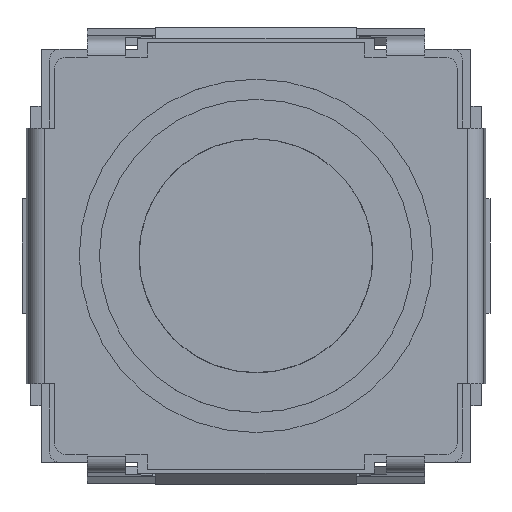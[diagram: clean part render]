
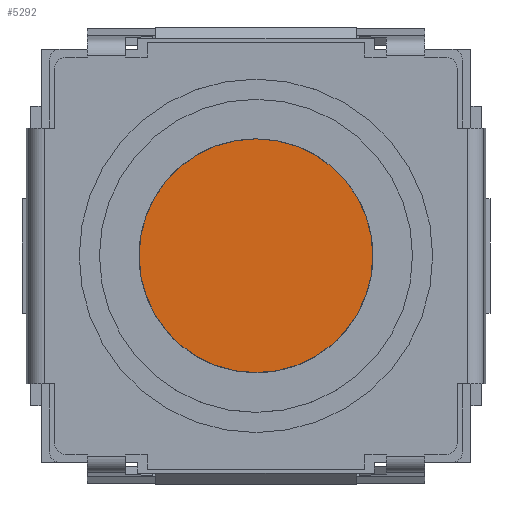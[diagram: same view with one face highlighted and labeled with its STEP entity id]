
A CAD part, top view. The second image highlights one B-rep face of the part: STEP entity #5292.
In plain terms, the highlighted planar face has unit normal (0, 0, 1).
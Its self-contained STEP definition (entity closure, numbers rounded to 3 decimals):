
#250=PLANE('',#5662);
#524=FACE_OUTER_BOUND('',#798,.T.);
#798=EDGE_LOOP('',(#4749));
#2070=CIRCLE('',#5314,2.15);
#2156=VERTEX_POINT('',#7061);
#2603=EDGE_CURVE('',#2156,#2156,#2070,.T.);
#4749=ORIENTED_EDGE('',*,*,#2603,.T.);
#5292=ADVANCED_FACE('',(#524),#250,.T.);
#5314=AXIS2_PLACEMENT_3D('',#7063,#5681,#5682);
#5662=AXIS2_PLACEMENT_3D('',#8479,#7007,#7008);
#5681=DIRECTION('center_axis',(0.,0.,1.));
#5682=DIRECTION('ref_axis',(0.,-1.,0.));
#7007=DIRECTION('center_axis',(0.,0.,1.));
#7008=DIRECTION('ref_axis',(0.,-1.,0.));
#7061=CARTESIAN_POINT('',(0.,-2.15,3.95));
#7063=CARTESIAN_POINT('Origin',(0.,0.,3.95));
#8479=CARTESIAN_POINT('Origin',(0.,0.,3.95));
